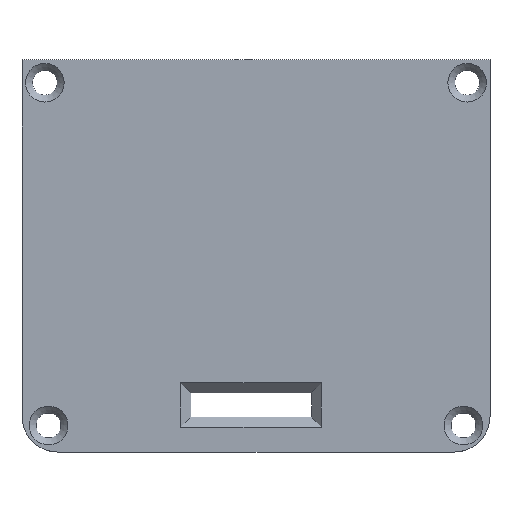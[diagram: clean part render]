
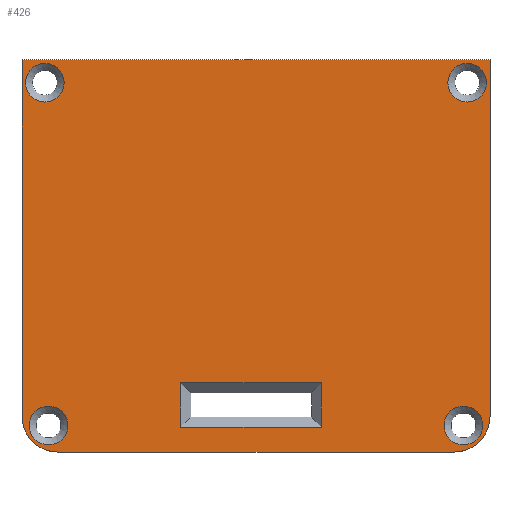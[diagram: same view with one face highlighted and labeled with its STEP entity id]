
A CAD part, top view. The second image highlights one B-rep face of the part: STEP entity #426.
In plain terms, the highlighted planar face has unit normal (0, 0, 1).
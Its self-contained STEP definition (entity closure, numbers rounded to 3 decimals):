
#21=FACE_BOUND('',#85,.T.);
#22=FACE_BOUND('',#86,.T.);
#23=FACE_BOUND('',#87,.T.);
#24=FACE_BOUND('',#88,.T.);
#25=FACE_BOUND('',#89,.T.);
#31=CIRCLE('',#464,1.95);
#33=CIRCLE('',#467,3.6);
#34=CIRCLE('',#468,3.6);
#35=CIRCLE('',#469,1.95);
#36=CIRCLE('',#470,1.95);
#37=CIRCLE('',#471,1.95);
#60=FACE_OUTER_BOUND('',#84,.T.);
#84=EDGE_LOOP('',(#323,#324,#325,#326,#327,#328));
#85=EDGE_LOOP('',(#329,#330,#331,#332));
#86=EDGE_LOOP('',(#333));
#87=EDGE_LOOP('',(#334));
#88=EDGE_LOOP('',(#335));
#89=EDGE_LOOP('',(#336));
#112=LINE('',#628,#154);
#118=LINE('',#640,#160);
#123=LINE('',#650,#165);
#127=LINE('',#657,#169);
#130=LINE('',#671,#172);
#131=LINE('',#675,#173);
#132=LINE('',#677,#174);
#133=LINE('',#678,#175);
#154=VECTOR('',#502,10.);
#160=VECTOR('',#512,10.);
#165=VECTOR('',#521,10.);
#169=VECTOR('',#529,10.);
#172=VECTOR('',#544,10.);
#173=VECTOR('',#547,10.);
#174=VECTOR('',#548,10.);
#175=VECTOR('',#549,10.);
#193=VERTEX_POINT('',#621);
#196=VERTEX_POINT('',#626);
#199=VERTEX_POINT('',#636);
#202=VERTEX_POINT('',#646);
#205=VERTEX_POINT('',#661);
#207=VERTEX_POINT('',#667);
#208=VERTEX_POINT('',#668);
#209=VERTEX_POINT('',#670);
#210=VERTEX_POINT('',#672);
#211=VERTEX_POINT('',#674);
#212=VERTEX_POINT('',#676);
#213=VERTEX_POINT('',#679);
#214=VERTEX_POINT('',#681);
#215=VERTEX_POINT('',#683);
#232=EDGE_CURVE('',#196,#193,#112,.T.);
#238=EDGE_CURVE('',#193,#199,#118,.T.);
#243=EDGE_CURVE('',#199,#202,#123,.T.);
#247=EDGE_CURVE('',#202,#196,#127,.T.);
#249=EDGE_CURVE('',#205,#205,#31,.T.);
#252=EDGE_CURVE('',#207,#208,#33,.T.);
#253=EDGE_CURVE('',#209,#208,#130,.T.);
#254=EDGE_CURVE('',#209,#210,#34,.T.);
#255=EDGE_CURVE('',#211,#210,#131,.T.);
#256=EDGE_CURVE('',#212,#211,#132,.T.);
#257=EDGE_CURVE('',#207,#212,#133,.T.);
#258=EDGE_CURVE('',#213,#213,#35,.T.);
#259=EDGE_CURVE('',#214,#214,#36,.T.);
#260=EDGE_CURVE('',#215,#215,#37,.T.);
#323=ORIENTED_EDGE('',*,*,#252,.T.);
#324=ORIENTED_EDGE('',*,*,#253,.F.);
#325=ORIENTED_EDGE('',*,*,#254,.T.);
#326=ORIENTED_EDGE('',*,*,#255,.F.);
#327=ORIENTED_EDGE('',*,*,#256,.F.);
#328=ORIENTED_EDGE('',*,*,#257,.F.);
#329=ORIENTED_EDGE('',*,*,#247,.F.);
#330=ORIENTED_EDGE('',*,*,#243,.F.);
#331=ORIENTED_EDGE('',*,*,#238,.F.);
#332=ORIENTED_EDGE('',*,*,#232,.F.);
#333=ORIENTED_EDGE('',*,*,#258,.F.);
#334=ORIENTED_EDGE('',*,*,#259,.F.);
#335=ORIENTED_EDGE('',*,*,#260,.F.);
#336=ORIENTED_EDGE('',*,*,#249,.F.);
#411=PLANE('',#466);
#426=ADVANCED_FACE('',(#60,#21,#22,#23,#24,#25),#411,.T.);
#464=AXIS2_PLACEMENT_3D('',#662,#535,#536);
#466=AXIS2_PLACEMENT_3D('',#666,#540,#541);
#467=AXIS2_PLACEMENT_3D('',#669,#542,#543);
#468=AXIS2_PLACEMENT_3D('',#673,#545,#546);
#469=AXIS2_PLACEMENT_3D('',#680,#550,#551);
#470=AXIS2_PLACEMENT_3D('',#682,#552,#553);
#471=AXIS2_PLACEMENT_3D('',#684,#554,#555);
#502=DIRECTION('',(0.,1.,0.));
#512=DIRECTION('',(-1.,0.,0.));
#521=DIRECTION('',(0.,-1.,0.));
#529=DIRECTION('',(1.,0.,0.));
#535=DIRECTION('center_axis',(0.,0.,1.));
#536=DIRECTION('ref_axis',(1.,0.,0.));
#540=DIRECTION('center_axis',(0.,0.,1.));
#541=DIRECTION('ref_axis',(1.,0.,0.));
#542=DIRECTION('center_axis',(0.,0.,1.));
#543=DIRECTION('ref_axis',(-1.,0.,0.));
#544=DIRECTION('',(-1.,0.,0.));
#545=DIRECTION('center_axis',(0.,0.,1.));
#546=DIRECTION('ref_axis',(0.,-1.,0.));
#547=DIRECTION('',(0.,-1.,0.));
#548=DIRECTION('',(1.,0.,0.));
#549=DIRECTION('',(0.,1.,0.));
#550=DIRECTION('center_axis',(0.,0.,1.));
#551=DIRECTION('ref_axis',(1.,0.,0.));
#552=DIRECTION('center_axis',(0.,0.,1.));
#553=DIRECTION('ref_axis',(1.,0.,0.));
#554=DIRECTION('center_axis',(0.,0.,1.));
#555=DIRECTION('ref_axis',(1.,0.,0.));
#621=CARTESIAN_POINT('',(81.1,57.735,1.2));
#626=CARTESIAN_POINT('',(81.1,53.235,1.2));
#628=CARTESIAN_POINT('',(81.1,63.622,1.2));
#636=CARTESIAN_POINT('',(66.9,57.735,1.2));
#640=CARTESIAN_POINT('',(71.2,57.735,1.2));
#646=CARTESIAN_POINT('',(66.9,53.235,1.2));
#650=CARTESIAN_POINT('',(66.9,62.372,1.2));
#657=CARTESIAN_POINT('',(77.3,53.235,1.2));
#661=CARTESIAN_POINT('',(93.469,53.416,1.2));
#662=CARTESIAN_POINT('Origin',(95.419,53.416,1.2));
#666=CARTESIAN_POINT('Origin',(74.5,70.51,1.2));
#667=CARTESIAN_POINT('',(50.9,54.335,1.2));
#668=CARTESIAN_POINT('',(54.5,50.735,1.2));
#669=CARTESIAN_POINT('Origin',(54.5,54.335,1.2));
#670=CARTESIAN_POINT('',(94.5,50.735,1.2));
#671=CARTESIAN_POINT('',(94.5,50.735,1.2));
#672=CARTESIAN_POINT('',(98.1,54.335,1.2));
#673=CARTESIAN_POINT('Origin',(94.5,54.335,1.2));
#674=CARTESIAN_POINT('',(98.1,90.285,1.2));
#675=CARTESIAN_POINT('',(98.1,90.485,1.2));
#676=CARTESIAN_POINT('',(50.9,90.285,1.2));
#677=CARTESIAN_POINT('',(50.9,90.285,1.2));
#678=CARTESIAN_POINT('',(50.9,54.335,1.2));
#679=CARTESIAN_POINT('',(93.85,87.985,1.2));
#680=CARTESIAN_POINT('Origin',(95.8,87.985,1.2));
#681=CARTESIAN_POINT('',(51.631,53.416,1.2));
#682=CARTESIAN_POINT('Origin',(53.581,53.416,1.2));
#683=CARTESIAN_POINT('',(51.25,87.985,1.2));
#684=CARTESIAN_POINT('Origin',(53.2,87.985,1.2));
